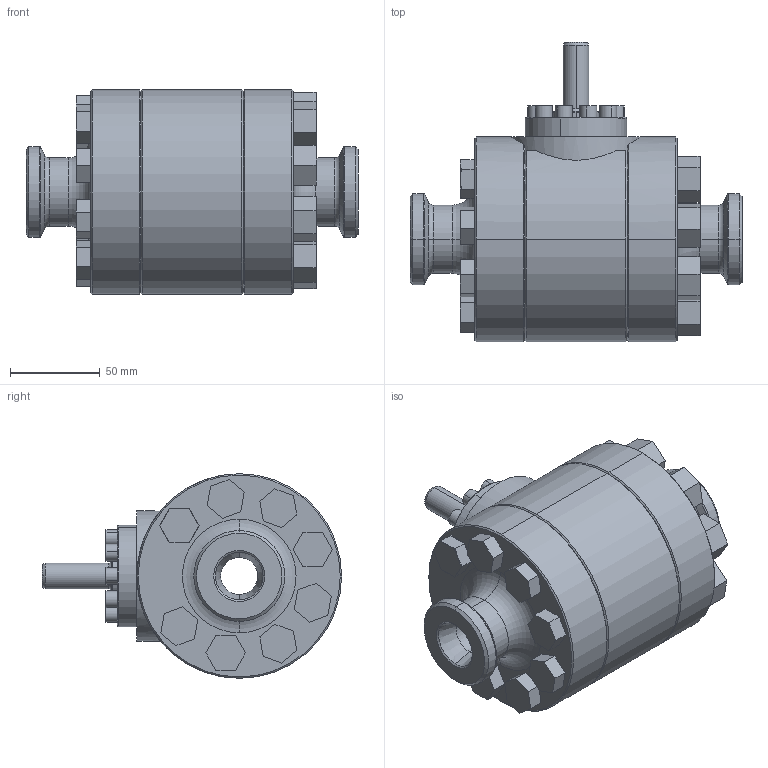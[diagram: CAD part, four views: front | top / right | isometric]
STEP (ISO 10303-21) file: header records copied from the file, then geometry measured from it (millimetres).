
FILE_DESCRIPTION (( 'STEP AP203' ), '1' );
FILE_NAME ('09010010.STEP', '2015-10-15T21:25:02', ( '' ), ( '' ), 'SwSTEP 2.0', 'SolidWorks 2015', '' );
FILE_SCHEMA (( 'CONFIG_CONTROL_DESIGN' ));
Length unit declared in the file: inch
Products named in the file (1): 09010010
Bounding box: 185.42 x 167.07 x 114.3 mm (x, y, z)
Volume: 1315421.2 mm3; surface area: 102695.8 mm2
Topology: 1 solids, 1 shells, 289 faces, 687 edges, 431 vertices
Faces by surface type: plane 168, cylinder 59, cone 50, torus 12
Entity records: 8543 total; most frequent: CARTESIAN_POINT 1695, DIRECTION 1426, ORIENTED_EDGE 1374, EDGE_CURVE 687, AXIS2_PLACEMENT_3D 488, LINE 450, VECTOR 450, VERTEX_POINT 431
